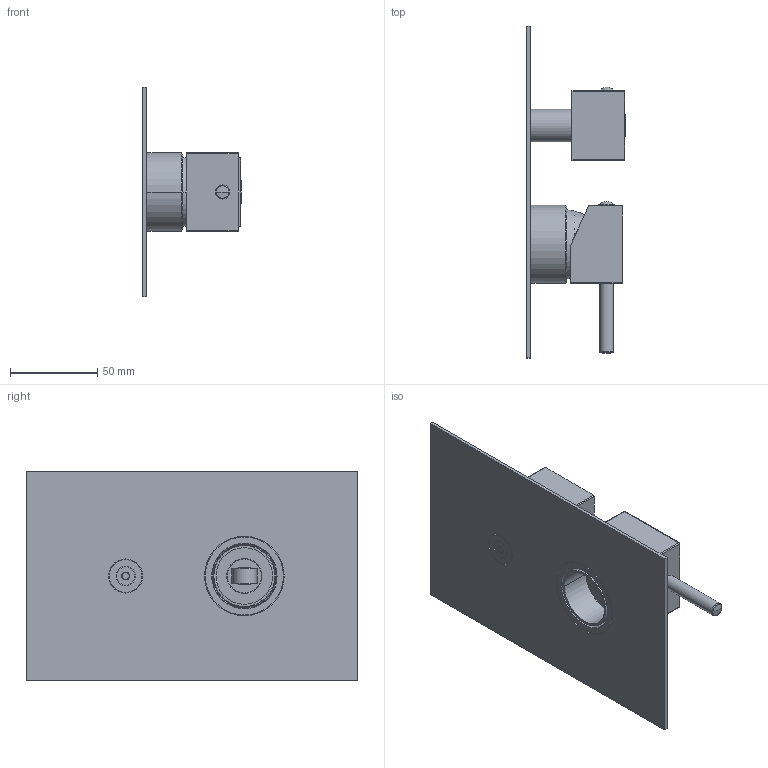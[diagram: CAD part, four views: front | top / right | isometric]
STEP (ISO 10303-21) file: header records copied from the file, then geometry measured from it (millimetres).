
FILE_DESCRIPTION((''),'2;1');
FILE_NAME('LEA018CR-M','2021-11-02T17:20:24',('ut3'),('PAFFONI SpA'),'CREO PARAMETRIC BY PTC INC, 2020044','CREO PARAMETRIC BY PTC INC, 2020044','');
FILE_SCHEMA(('CONFIG_CONTROL_DESIGN','SHAPE_APPEARANCE_LAYERS_GROUPS'));
Length unit declared in the file: millimetre
Products named in the file (1): LEA018CR-M
Bounding box: 56.39 x 190 x 120 mm (x, y, z)
Volume: 122276.4 mm3; surface area: 99852.1 mm2
Topology: 4 solids, 4 shells, 1013 faces, 2700 edges, 1716 vertices
Faces by surface type: plane 614, cylinder 242, torus 82, cone 63, sphere 10, bspline 2
Entity records: 41098 total; most frequent: CARTESIAN_POINT 8513, ORIENTED_EDGE 5380, DIRECTION 5077, EDGE_CURVE 2690, AXIS2_PLACEMENT_3D 1744, VERTEX_POINT 1716, VECTOR 1589, LINE 1589
